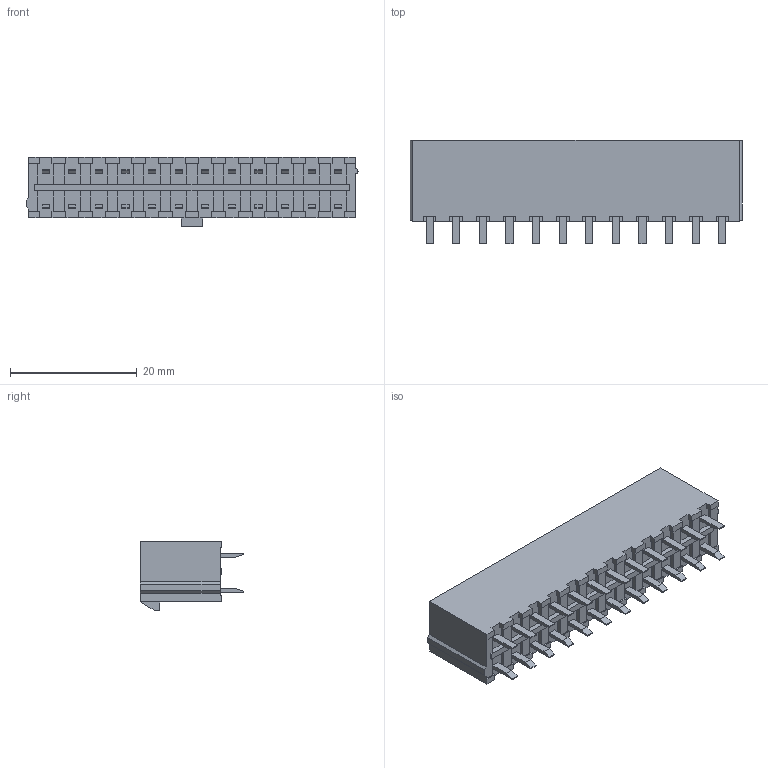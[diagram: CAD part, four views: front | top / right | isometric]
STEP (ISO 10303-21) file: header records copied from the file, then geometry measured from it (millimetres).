
FILE_DESCRIPTION (( 'STEP AP214' ), '1' );
FILE_NAME ('MiniFit-2x12 - Molex 03928-1243.STEP', '2023-05-24T12:07:30', ( 'Elessar' ), ( '' ), 'SwSTEP 2.0', 'SolidWorks 2018', '' );
FILE_SCHEMA (( 'AUTOMOTIVE_DESIGN' ));
Length unit declared in the file: millimetre
Products named in the file (1): MiniFit-2x12 - Molex 03928-1243
Bounding box: 52.4 x 16.3 x 11 mm (x, y, z)
Volume: 3624.9 mm3; surface area: 6714.8 mm2
Topology: 1 solids, 1 shells, 650 faces, 1726 edges, 1150 vertices
Faces by surface type: plane 648, cylinder 2
Entity records: 22929 total; most frequent: CARTESIAN_POINT 3527, ORIENTED_EDGE 3452, DIRECTION 3032, EDGE_CURVE 1726, LINE 1722, VECTOR 1722, VERTEX_POINT 1150, EDGE_LOOP 722
